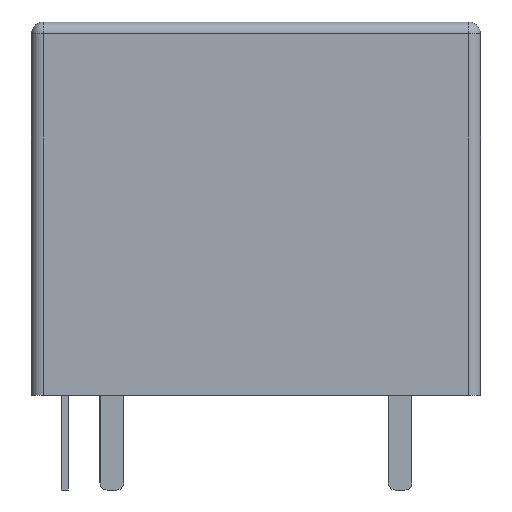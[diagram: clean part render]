
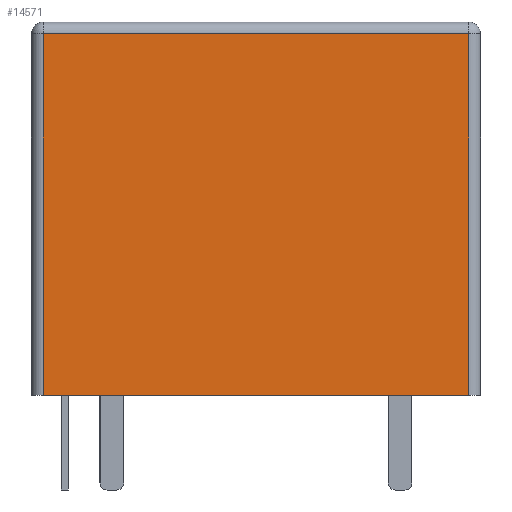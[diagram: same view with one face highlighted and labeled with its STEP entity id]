
A CAD part, front view. The second image highlights one B-rep face of the part: STEP entity #14571.
In plain terms, the highlighted planar face has unit normal (0, -1, 0).
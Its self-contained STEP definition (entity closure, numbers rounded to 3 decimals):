
#215 = VECTOR ( 'NONE', #916, 1000. ) ;
#549 = DIRECTION ( 'NONE',  ( 0., 0., 1. ) ) ;
#916 = DIRECTION ( 'NONE',  ( -1., 0., 0. ) ) ;
#1515 = EDGE_CURVE ( 'NONE', #5359, #7331, #10941, .T. ) ;
#1776 = VECTOR ( 'NONE', #3025, 1000. ) ;
#2685 = CARTESIAN_POINT ( 'NONE',  ( -9.5, -7.6, 15.8 ) ) ;
#2764 = AXIS2_PLACEMENT_3D ( 'NONE', #2685, #12193, #549 ) ;
#3025 = DIRECTION ( 'NONE',  ( 1., 0., 0. ) ) ;
#3261 = CARTESIAN_POINT ( 'NONE',  ( -9., -7.6, 15.3 ) ) ;
#3499 = EDGE_LOOP ( 'NONE', ( #10229, #13422, #7922, #7312 ) ) ;
#3586 = CARTESIAN_POINT ( 'NONE',  ( -9.5, -7.6, 15.3 ) ) ;
#3714 = FACE_OUTER_BOUND ( 'NONE', #3499, .T. ) ;
#3736 = LINE ( 'NONE', #13078, #9648 ) ;
#4492 = CARTESIAN_POINT ( 'NONE',  ( 9., -7.6, 0. ) ) ;
#5077 = LINE ( 'NONE', #9834, #1776 ) ;
#5359 = VERTEX_POINT ( 'NONE', #4492 ) ;
#6568 = EDGE_CURVE ( 'NONE', #13475, #13805, #3736, .T. ) ;
#7312 = ORIENTED_EDGE ( 'NONE', *, *, #1515, .T. ) ;
#7331 = VERTEX_POINT ( 'NONE', #13381 ) ;
#7922 = ORIENTED_EDGE ( 'NONE', *, *, #11009, .T. ) ;
#8481 = PLANE ( 'NONE',  #2764 ) ;
#9648 = VECTOR ( 'NONE', #10740, 1000. ) ;
#9705 = EDGE_CURVE ( 'NONE', #7331, #13475, #10667, .T. ) ;
#9834 = CARTESIAN_POINT ( 'NONE',  ( -9.5, -7.6, 0. ) ) ;
#10114 = VECTOR ( 'NONE', #13129, 1000. ) ;
#10229 = ORIENTED_EDGE ( 'NONE', *, *, #9705, .T. ) ;
#10667 = LINE ( 'NONE', #3586, #215 ) ;
#10740 = DIRECTION ( 'NONE',  ( 0., 0., -1. ) ) ;
#10941 = LINE ( 'NONE', #14546, #10114 ) ;
#11009 = EDGE_CURVE ( 'NONE', #13805, #5359, #5077, .T. ) ;
#12193 = DIRECTION ( 'NONE',  ( 0., 1., 0. ) ) ;
#13078 = CARTESIAN_POINT ( 'NONE',  ( -9., -7.6, 15.8 ) ) ;
#13129 = DIRECTION ( 'NONE',  ( 0., 0., 1. ) ) ;
#13381 = CARTESIAN_POINT ( 'NONE',  ( 9., -7.6, 15.3 ) ) ;
#13422 = ORIENTED_EDGE ( 'NONE', *, *, #6568, .T. ) ;
#13475 = VERTEX_POINT ( 'NONE', #3261 ) ;
#13805 = VERTEX_POINT ( 'NONE', #14720 ) ;
#14546 = CARTESIAN_POINT ( 'NONE',  ( 9., -7.6, 15.8 ) ) ;
#14571 = ADVANCED_FACE ( 'NONE', ( #3714 ), #8481, .F. ) ;
#14720 = CARTESIAN_POINT ( 'NONE',  ( -9., -7.6, 0. ) ) ;
